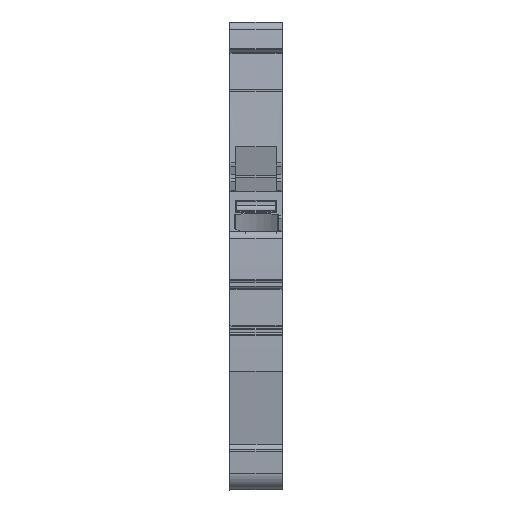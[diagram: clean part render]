
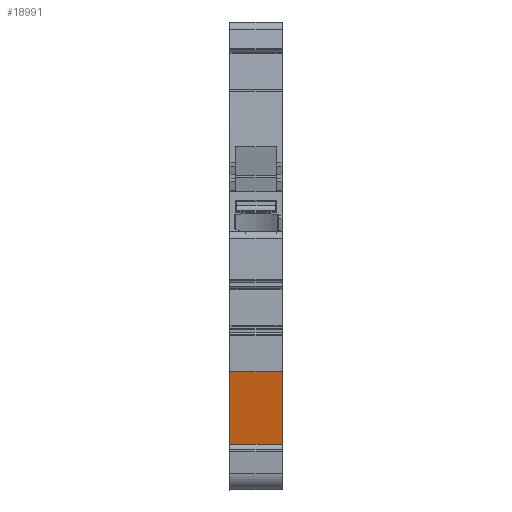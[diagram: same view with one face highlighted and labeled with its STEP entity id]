
A CAD part, front view. The second image highlights one B-rep face of the part: STEP entity #18991.
In plain terms, the highlighted planar face has unit normal (0, -0.985, -0.171).
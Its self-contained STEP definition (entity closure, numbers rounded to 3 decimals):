
#18971=AXIS2_PLACEMENT_3D('Plane Axis2P3D',#18968,#18969,#18970) ;
#2124=CARTESIAN_POINT('Vertex',(6.1,1.458,13.86)) ;
#2127=CARTESIAN_POINT('Line Origine',(6.1,2.266,9.202)) ;
#2131=CARTESIAN_POINT('Vertex',(6.1,3.074,4.545)) ;
#7325=CARTESIAN_POINT('Line Origine',(3.05,3.074,4.545)) ;
#7329=CARTESIAN_POINT('Vertex',(0.,3.074,4.545)) ;
#18968=CARTESIAN_POINT('Axis2P3D Location',(3.95,1.458,13.86)) ;
#18973=CARTESIAN_POINT('Line Origine',(3.05,1.458,13.86)) ;
#18977=CARTESIAN_POINT('Vertex',(0.,1.458,13.86)) ;
#18980=CARTESIAN_POINT('Line Origine',(0.,2.266,9.202)) ;
#2128=DIRECTION('Vector Direction',(0.,0.171,-0.985)) ;
#7326=DIRECTION('Vector Direction',(-1.,0.,0.)) ;
#18969=DIRECTION('Axis2P3D Direction',(0.,-0.985,-0.171)) ;
#18970=DIRECTION('Axis2P3D XDirection',(0.,0.171,-0.985)) ;
#18974=DIRECTION('Vector Direction',(1.,0.,0.)) ;
#18981=DIRECTION('Vector Direction',(0.,0.171,-0.985)) ;
#2129=VECTOR('Line Direction',#2128,1.) ;
#7327=VECTOR('Line Direction',#7326,1.) ;
#18975=VECTOR('Line Direction',#18974,1.) ;
#18982=VECTOR('Line Direction',#18981,1.) ;
#18986=ORIENTED_EDGE('',*,*,#7331,.T.) ;
#18987=ORIENTED_EDGE('',*,*,#2133,.F.) ;
#18988=ORIENTED_EDGE('',*,*,#18979,.F.) ;
#18989=ORIENTED_EDGE('',*,*,#18984,.T.) ;
#18991=ADVANCED_FACE('MLD',(#18990),#18972,.T.) ;
#2133=EDGE_CURVE('',#2125,#2132,#2130,.T.) ;
#7331=EDGE_CURVE('',#7330,#2132,#7328,.F.) ;
#18979=EDGE_CURVE('',#18978,#2125,#18976,.T.) ;
#18984=EDGE_CURVE('',#18978,#7330,#18983,.T.) ;
#18985=EDGE_LOOP('',(#18986,#18987,#18988,#18989)) ;
#18990=FACE_OUTER_BOUND('',#18985,.T.) ;
#2130=LINE('Line',#2127,#2129) ;
#7328=LINE('Line',#7325,#7327) ;
#18976=LINE('Line',#18973,#18975) ;
#18983=LINE('Line',#18980,#18982) ;
#18972=PLANE('',#18971) ;
#2125=VERTEX_POINT('',#2124) ;
#2132=VERTEX_POINT('',#2131) ;
#7330=VERTEX_POINT('',#7329) ;
#18978=VERTEX_POINT('',#18977) ;
